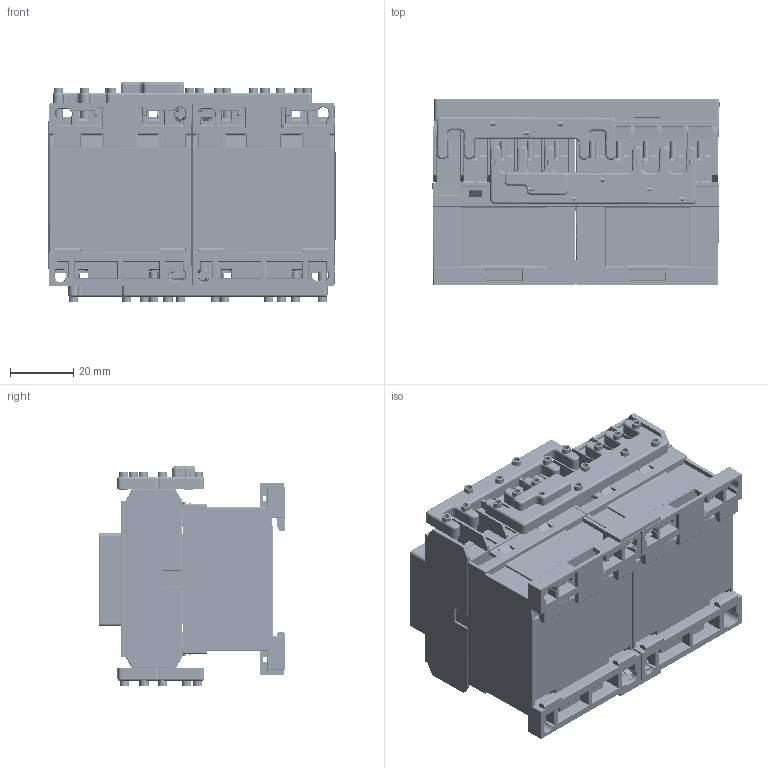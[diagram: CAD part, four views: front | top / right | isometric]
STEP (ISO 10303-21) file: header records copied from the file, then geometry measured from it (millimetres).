
FILE_DESCRIPTION((''),'2;1');
FILE_NAME('12C60143H01.stp','2015-05-22T17:05:17',('rshanor'),(''),'Autodesk Inventor 2013','Autodesk Inventor 2013','');
FILE_SCHEMA(('AUTOMOTIVE_DESIGN { 1 2 10303 214 0 1 1 1 }'));
Length unit declared in the file: inch
Products named in the file (1): Part6
Bounding box: 91.12 x 59 x 69.6 mm (x, y, z)
Volume: 245.5 mm3; surface area: 77647.9 mm2
Topology: 18 solids, 19 shells, 6402 faces, 17511 edges, 10980 vertices
Faces by surface type: plane 3535, cylinder 1704, bspline 575, torus 338, cone 144, sphere 106
Full cylindrical faces by diameter (mm): 1.5 x25, 1.9 x35, 2 x20, 2.5 x6, 2.8 x2, 2.85 x9, 2.9 x29, 6.2 x20, 6.613 x2, 6.702 x2, 6.727 x2, 6.791 x2, 6.803 x2, 6.806 x2, 6.818 x2, 6.832 x2, 6.882 x2
Entity records: 219754 total; most frequent: CARTESIAN_POINT 54572, ORIENTED_EDGE 34004, DIRECTION 32083, EDGE_CURVE 17002, VECTOR 11053, LINE 11053, VERTEX_POINT 10819, AXIS2_PLACEMENT_3D 10515
